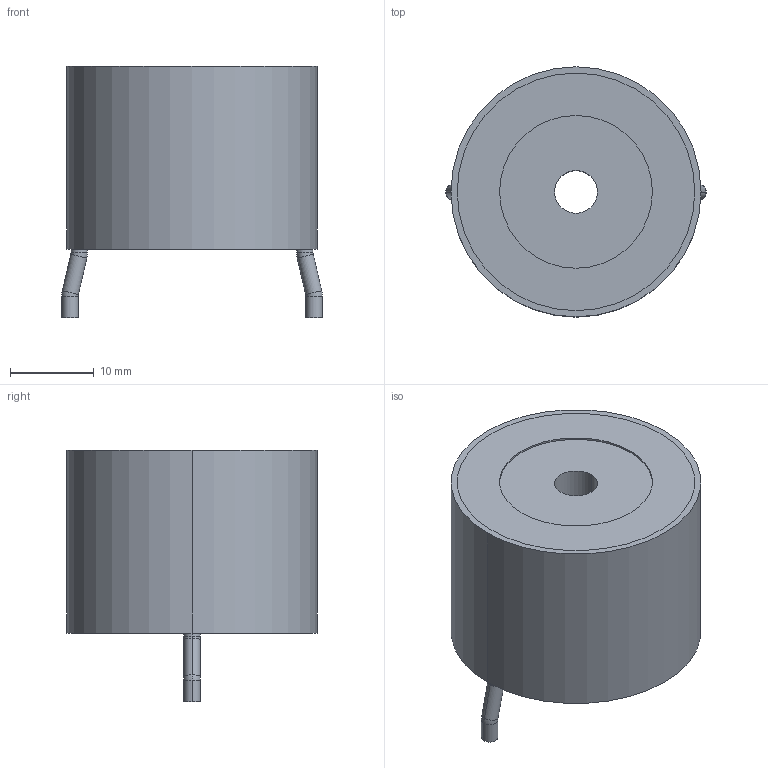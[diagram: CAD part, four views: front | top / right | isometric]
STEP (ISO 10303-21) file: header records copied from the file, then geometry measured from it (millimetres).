
FILE_DESCRIPTION(('STEP AP214'),'1');
FILE_NAME('1422455C_MUR','2021-08-08T06:39:17',(''),(''),'','','');
FILE_SCHEMA(('AUTOMOTIVE_DESIGN'));
Length unit declared in the file: millimetre
Products named in the file (1): product
Bounding box: 31.06 x 29.79 x 29.98 mm (x, y, z)
Volume: 14614.1 mm3; surface area: 8459.9 mm2
Topology: 5 solids, 5 shells, 42 faces, 80 edges, 48 vertices
Faces by surface type: cylinder 24, plane 10, torus 8
Entity records: 1129 total; most frequent: DIRECTION 222, ORIENTED_EDGE 160, CARTESIAN_POINT 113, AXIS2_PLACEMENT_3D 99, EDGE_CURVE 80, CIRCLE 56, EDGE_LOOP 48, VERTEX_POINT 48
